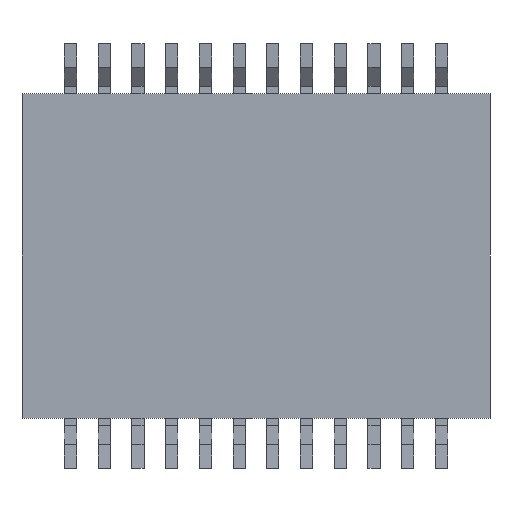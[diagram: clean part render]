
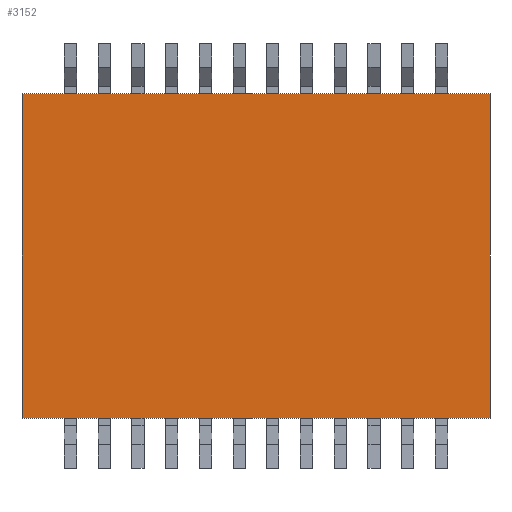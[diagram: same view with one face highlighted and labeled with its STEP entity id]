
A CAD part, front view. The second image highlights one B-rep face of the part: STEP entity #3152.
In plain terms, the highlighted planar face has unit normal (0, -1, 0).
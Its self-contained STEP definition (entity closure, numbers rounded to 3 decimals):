
#1=DIRECTION('',(0.,0.,1.));
#2=VECTOR('',#1,12.2);
#3=CARTESIAN_POINT('',(-8.81,0.,-6.1));
#4=LINE('',#3,#2);
#5=DIRECTION('',(1.,0.,0.));
#6=VECTOR('',#5,17.62);
#7=CARTESIAN_POINT('',(-8.81,0.,6.1));
#8=LINE('',#7,#6);
#9=DIRECTION('',(0.,0.,-1.));
#10=VECTOR('',#9,12.2);
#11=CARTESIAN_POINT('',(8.81,0.,6.1));
#12=LINE('',#11,#10);
#13=DIRECTION('',(-1.,0.,0.));
#14=VECTOR('',#13,17.62);
#15=CARTESIAN_POINT('',(8.81,0.,-6.1));
#16=LINE('',#15,#14);
#2353=CARTESIAN_POINT('',(-8.81,0.,-6.1));
#2354=CARTESIAN_POINT('',(-8.81,0.,6.1));
#2355=VERTEX_POINT('',#2353);
#2356=VERTEX_POINT('',#2354);
#2357=CARTESIAN_POINT('',(8.81,0.,6.1));
#2358=VERTEX_POINT('',#2357);
#2359=CARTESIAN_POINT('',(8.81,0.,-6.1));
#2360=VERTEX_POINT('',#2359);
#3137=CARTESIAN_POINT('',(0.,0.,0.));
#3138=DIRECTION('',(0.,1.,0.));
#3139=DIRECTION('',(1.,0.,0.));
#3140=AXIS2_PLACEMENT_3D('',#3137,#3138,#3139);
#3141=PLANE('',#3140);
#3143=ORIENTED_EDGE('',*,*,#3142,.T.);
#3145=ORIENTED_EDGE('',*,*,#3144,.T.);
#3147=ORIENTED_EDGE('',*,*,#3146,.T.);
#3149=ORIENTED_EDGE('',*,*,#3148,.T.);
#3150=EDGE_LOOP('',(#3143,#3145,#3147,#3149));
#3151=FACE_OUTER_BOUND('',#3150,.F.);
#3142=EDGE_CURVE('',#2355,#2356,#4,.T.);
#3144=EDGE_CURVE('',#2356,#2358,#8,.T.);
#3146=EDGE_CURVE('',#2358,#2360,#12,.T.);
#3148=EDGE_CURVE('',#2360,#2355,#16,.T.);
#3152=ADVANCED_FACE('',(#3151),#3141,.F.);
